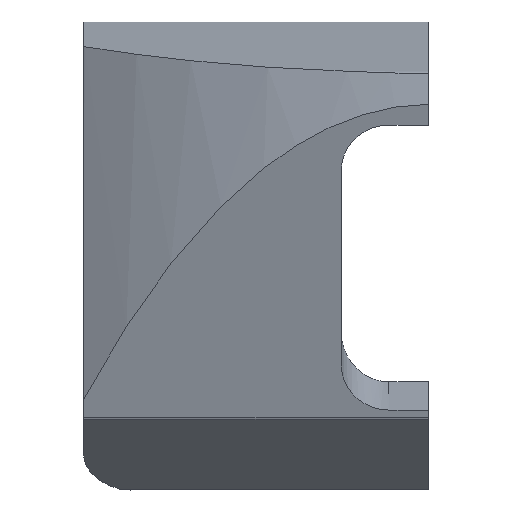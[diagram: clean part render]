
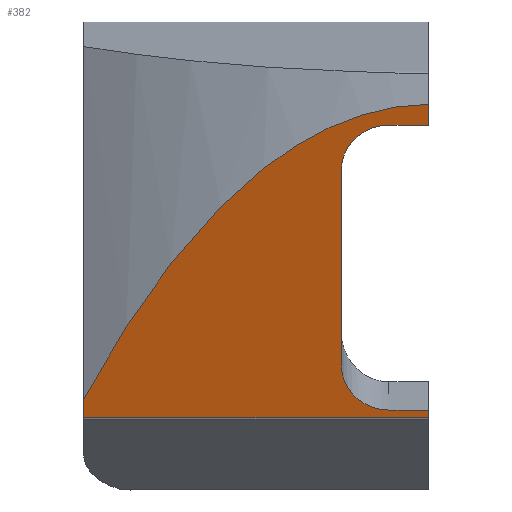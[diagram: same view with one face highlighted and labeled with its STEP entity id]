
A CAD part, top view. The second image highlights one B-rep face of the part: STEP entity #382.
In plain terms, the highlighted planar face has unit normal (0, -0.309, 0.951).
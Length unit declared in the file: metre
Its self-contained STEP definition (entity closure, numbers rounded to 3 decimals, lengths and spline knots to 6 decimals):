
#25=CIRCLE('',#423,0.00338);
#26=CIRCLE('',#424,0.00338);
#37=ELLIPSE('',#422,0.154541,0.047805);
#64=ORIENTED_EDGE('',*,*,#176,.F.);
#65=ORIENTED_EDGE('',*,*,#177,.F.);
#66=ORIENTED_EDGE('',*,*,#178,.T.);
#67=ORIENTED_EDGE('',*,*,#179,.T.);
#68=ORIENTED_EDGE('',*,*,#180,.F.);
#69=ORIENTED_EDGE('',*,*,#181,.T.);
#70=ORIENTED_EDGE('',*,*,#182,.F.);
#71=ORIENTED_EDGE('',*,*,#183,.T.);
#72=ORIENTED_EDGE('',*,*,#184,.F.);
#73=ORIENTED_EDGE('',*,*,#185,.T.);
#176=EDGE_CURVE('',#231,#232,#37,.F.);
#177=EDGE_CURVE('',#233,#231,#264,.T.);
#178=EDGE_CURVE('',#233,#234,#265,.T.);
#179=EDGE_CURVE('',#234,#235,#266,.T.);
#180=EDGE_CURVE('',#236,#235,#267,.T.);
#181=EDGE_CURVE('',#236,#237,#25,.T.);
#182=EDGE_CURVE('',#238,#237,#268,.T.);
#183=EDGE_CURVE('',#238,#239,#26,.T.);
#184=EDGE_CURVE('',#240,#239,#269,.T.);
#185=EDGE_CURVE('',#240,#232,#270,.T.);
#231=VERTEX_POINT('',#620);
#232=VERTEX_POINT('',#621);
#233=VERTEX_POINT('',#623);
#234=VERTEX_POINT('',#625);
#235=VERTEX_POINT('',#627);
#236=VERTEX_POINT('',#629);
#237=VERTEX_POINT('',#631);
#238=VERTEX_POINT('',#633);
#239=VERTEX_POINT('',#635);
#240=VERTEX_POINT('',#637);
#264=LINE('',#622,#302);
#265=LINE('',#624,#303);
#266=LINE('',#626,#304);
#267=LINE('',#628,#305);
#268=LINE('',#632,#306);
#269=LINE('',#636,#307);
#270=LINE('',#638,#308);
#302=VECTOR('',#488,1.);
#303=VECTOR('',#489,1.);
#304=VECTOR('',#490,1.);
#305=VECTOR('',#491,1.);
#306=VECTOR('',#494,1.);
#307=VECTOR('',#497,1.);
#308=VECTOR('',#498,1.);
#327=EDGE_LOOP('',(#64,#65,#66,#67,#68,#69,#70,#71,#72,#73));
#348=FACE_BOUND('',#327,.T.);
#368=PLANE('',#421);
#382=ADVANCED_FACE('',(#348),#368,.T.);
#421=AXIS2_PLACEMENT_3D('',#618,#484,#485);
#422=AXIS2_PLACEMENT_3D('',#619,#486,#487);
#423=AXIS2_PLACEMENT_3D('',#630,#492,#493);
#424=AXIS2_PLACEMENT_3D('',#634,#495,#496);
#484=DIRECTION('',(0.,-0.309,0.951));
#485=DIRECTION('',(0.,-0.951,-0.309));
#486=DIRECTION('',(0.,-0.309,0.951));
#487=DIRECTION('',(0.,0.951,0.309));
#488=DIRECTION('',(0.,0.951,0.309));
#489=DIRECTION('',(1.,0.,0.));
#490=DIRECTION('',(0.,0.951,0.309));
#491=DIRECTION('',(1.,0.,0.));
#492=DIRECTION('',(0.,0.309,-0.951));
#493=DIRECTION('',(0.,-0.951,-0.309));
#494=DIRECTION('',(0.,-0.951,-0.309));
#495=DIRECTION('',(0.,0.309,-0.951));
#496=DIRECTION('',(0.,-0.951,-0.309));
#497=DIRECTION('',(-1.,0.,0.));
#498=DIRECTION('',(0.,0.951,0.309));
#618=CARTESIAN_POINT('',(-0.0246,-0.01471,0.029463));
#619=CARTESIAN_POINT('',(0.,-0.151061,-0.014892));
#620=CARTESIAN_POINT('',(-0.0246,-0.025052,0.026099));
#621=CARTESIAN_POINT('',(-0.0001,-0.004101,0.032914));
#622=CARTESIAN_POINT('',(-0.0246,-0.01471,0.029463));
#623=CARTESIAN_POINT('',(-0.0246,-0.026366,0.025671));
#624=CARTESIAN_POINT('',(-0.0246,-0.026366,0.025671));
#625=CARTESIAN_POINT('',(-0.0001,-0.026366,0.025671));
#626=CARTESIAN_POINT('',(-0.0001,-0.01471,0.029463));
#627=CARTESIAN_POINT('',(-0.0001,-0.025804,0.025854));
#628=CARTESIAN_POINT('',(-0.001456,-0.025804,0.025854));
#629=CARTESIAN_POINT('',(-0.002913,-0.025804,0.025854));
#630=CARTESIAN_POINT('',(-0.002913,-0.02259,0.026899));
#631=CARTESIAN_POINT('',(-0.006293,-0.02259,0.026899));
#632=CARTESIAN_POINT('',(-0.006293,-0.015695,0.029142));
#633=CARTESIAN_POINT('',(-0.006293,-0.0088,0.031385));
#634=CARTESIAN_POINT('',(-0.002913,-0.0088,0.031385));
#635=CARTESIAN_POINT('',(-0.002913,-0.005586,0.032431));
#636=CARTESIAN_POINT('',(-0.0017,-0.005586,0.032431));
#637=CARTESIAN_POINT('',(-0.0001,-0.005586,0.032431));
#638=CARTESIAN_POINT('',(-0.0001,-0.01471,0.029463));
